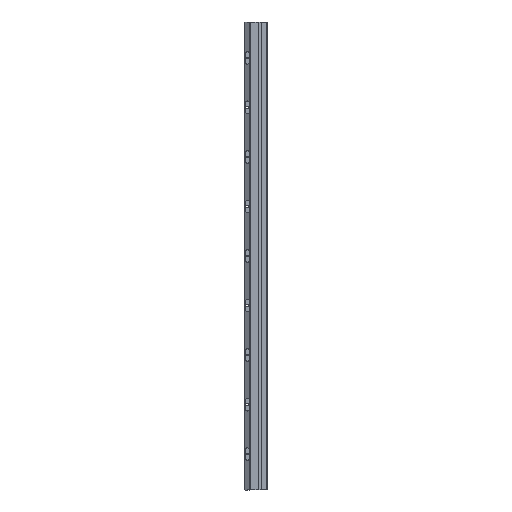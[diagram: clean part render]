
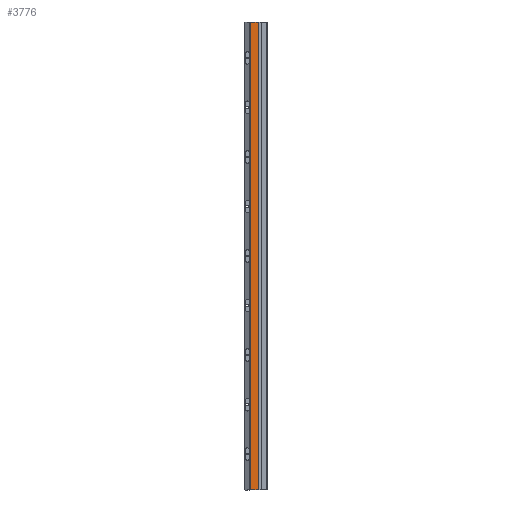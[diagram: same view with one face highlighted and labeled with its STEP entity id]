
A CAD part, top view. The second image highlights one B-rep face of the part: STEP entity #3776.
In plain terms, the highlighted planar face has unit normal (0, 0, 1).
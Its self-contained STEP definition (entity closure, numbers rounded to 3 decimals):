
#108 = LINE ( 'NONE', #5475, #5704 ) ;
#622 = CARTESIAN_POINT ( 'NONE',  ( 16.257, -945., 0. ) ) ;
#1708 = VERTEX_POINT ( 'NONE', #15137 ) ;
#2334 = VERTEX_POINT ( 'NONE', #622 ) ;
#2956 = EDGE_CURVE ( 'NONE', #1708, #17395, #22388, .T. ) ;
#2984 = ORIENTED_EDGE ( 'NONE', *, *, #8281, .T. ) ;
#3204 = DIRECTION ( 'NONE',  ( 1., 0., 0. ) ) ;
#3776 = ADVANCED_FACE ( 'NONE', ( #20072 ), #6941, .T. ) ;
#4744 = VERTEX_POINT ( 'NONE', #7220 ) ;
#5047 = VECTOR ( 'NONE', #10774, 1000. ) ;
#5076 = DIRECTION ( 'NONE',  ( 0., 0., 1. ) ) ;
#5156 = ORIENTED_EDGE ( 'NONE', *, *, #6593, .T. ) ;
#5163 = VECTOR ( 'NONE', #13240, 1000. ) ;
#5392 = ORIENTED_EDGE ( 'NONE', *, *, #2956, .T. ) ;
#5475 = CARTESIAN_POINT ( 'NONE',  ( 19., -945., 0. ) ) ;
#5537 = LINE ( 'NONE', #12873, #5163 ) ;
#5704 = VECTOR ( 'NONE', #20719, 1000. ) ;
#6593 = EDGE_CURVE ( 'NONE', #17395, #2334, #108, .T. ) ;
#6941 = PLANE ( 'NONE',  #20525 ) ;
#7220 = CARTESIAN_POINT ( 'NONE',  ( 16.257, 945., 0. ) ) ;
#7325 = EDGE_CURVE ( 'NONE', #2334, #4744, #15658, .T. ) ;
#8281 = EDGE_CURVE ( 'NONE', #4744, #1708, #5537, .T. ) ;
#9500 = VECTOR ( 'NONE', #18368, 1000. ) ;
#10774 = DIRECTION ( 'NONE',  ( 0., -1., 0. ) ) ;
#11942 = CARTESIAN_POINT ( 'NONE',  ( 16.257, -945., 0. ) ) ;
#12873 = CARTESIAN_POINT ( 'NONE',  ( 19., 945., 0. ) ) ;
#13240 = DIRECTION ( 'NONE',  ( -1., 0., 0. ) ) ;
#14013 = EDGE_LOOP ( 'NONE', ( #5156, #18154, #2984, #5392 ) ) ;
#14274 = CARTESIAN_POINT ( 'NONE',  ( -15.912, -945., 0. ) ) ;
#15137 = CARTESIAN_POINT ( 'NONE',  ( -15.912, 945., 0. ) ) ;
#15658 = LINE ( 'NONE', #11942, #9500 ) ;
#17395 = VERTEX_POINT ( 'NONE', #14274 ) ;
#18154 = ORIENTED_EDGE ( 'NONE', *, *, #7325, .T. ) ;
#18368 = DIRECTION ( 'NONE',  ( 0., 1., 0. ) ) ;
#20072 = FACE_OUTER_BOUND ( 'NONE', #14013, .T. ) ;
#20525 = AXIS2_PLACEMENT_3D ( 'NONE', #23917, #5076, #3204 ) ;
#20719 = DIRECTION ( 'NONE',  ( 1., 0., 0. ) ) ;
#22388 = LINE ( 'NONE', #22512, #5047 ) ;
#22512 = CARTESIAN_POINT ( 'NONE',  ( -15.912, 945., 0. ) ) ;
#23917 = CARTESIAN_POINT ( 'NONE',  ( 0., 0., 0. ) ) ;
